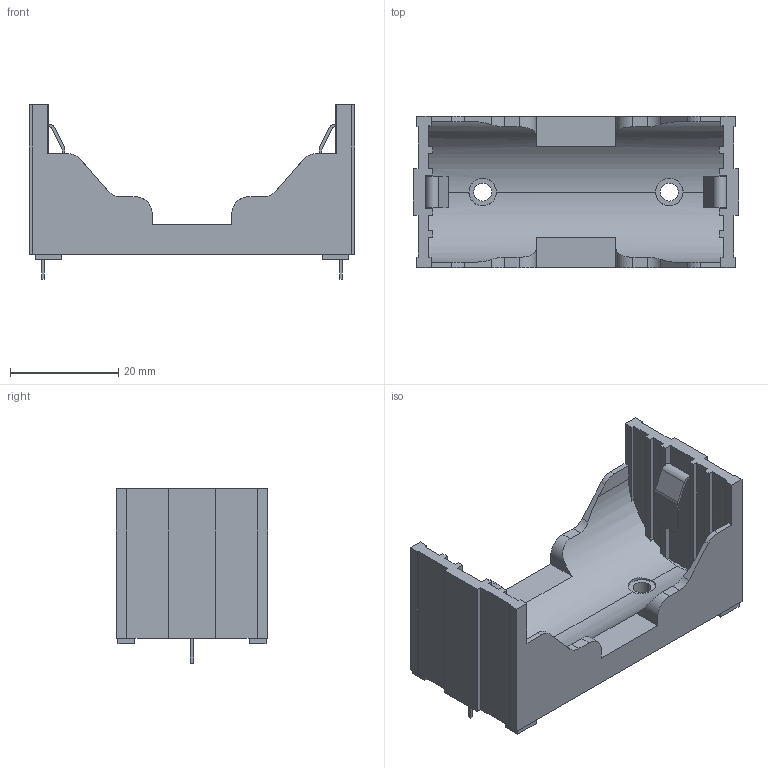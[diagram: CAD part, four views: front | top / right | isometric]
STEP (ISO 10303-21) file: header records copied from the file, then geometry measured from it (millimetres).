
FILE_DESCRIPTION(('FreeCAD Model'),'2;1');
FILE_NAME('Fusion.step','2017-03-05T09:41:27',( 'Author'),(''),'Open CASCADE STEP processor 6.8','FreeCAD','Unknown' );
FILE_SCHEMA(('AUTOMOTIVE_DESIGN_CC2 { 1 2 10303 214 -1 1 5 4 }'));
Length unit declared in the file: inch
Products named in the file (2): ASSEMBLY; Fusion
Assembly tree (1 placements, depth 2):
  ASSEMBLY
    Fusion
Bounding box: 60.2 x 27.94 x 32.26 mm (x, y, z)
Volume: 12018.9 mm3; surface area: 9230.4 mm2
Topology: 1 solids, 1 shells, 181 faces, 515 edges, 342 vertices
Faces by surface type: plane 147, cylinder 34
Entity records: 19184 total; most frequent: CARTESIAN_POINT 8006, DIRECTION 1721, LINE 1161, VECTOR 1161, ORIENTED_EDGE 1030, PCURVE 1030, DEFINITIONAL_REPRESENTATION 1030, EDGE_CURVE 515
